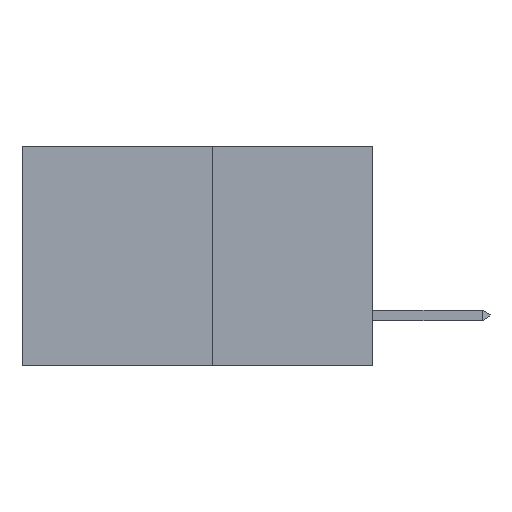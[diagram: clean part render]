
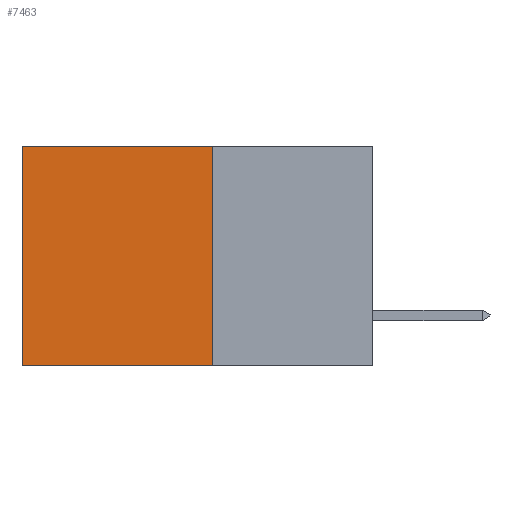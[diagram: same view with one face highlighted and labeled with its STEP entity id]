
A CAD part, left-side view. The second image highlights one B-rep face of the part: STEP entity #7463.
In plain terms, the highlighted planar face has unit normal (-1, 0, 0).
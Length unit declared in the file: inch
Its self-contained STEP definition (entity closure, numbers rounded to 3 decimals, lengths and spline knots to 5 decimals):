
#328 = CARTESIAN_POINT ( 'NONE',  ( 0.277, 0.59, 0. ) ) ;
#392 = ORIENTED_EDGE ( 'NONE', *, *, #12779, .T. ) ;
#1048 = CARTESIAN_POINT ( 'NONE',  ( 0.277, 0.59, -0.37 ) ) ;
#1441 = ORIENTED_EDGE ( 'NONE', *, *, #13465, .F. ) ;
#1597 = EDGE_LOOP ( 'NONE', ( #392, #4859, #1441, #19896 ) ) ;
#2372 = LINE ( 'NONE', #19216, #6317 ) ;
#2541 = EDGE_CURVE ( 'NONE', #20150, #16123, #2372, .T. ) ;
#2795 = VERTEX_POINT ( 'NONE', #18136 ) ;
#4859 = ORIENTED_EDGE ( 'NONE', *, *, #14786, .F. ) ;
#6289 = AXIS2_PLACEMENT_3D ( 'NONE', #9103, #20864, #10778 ) ;
#6317 = VECTOR ( 'NONE', #18951, 39.37008 ) ;
#6895 = VECTOR ( 'NONE', #19337, 39.37008 ) ;
#7463 = ADVANCED_FACE ( 'NONE', ( #9309 ), #12424, .F. ) ;
#9103 = CARTESIAN_POINT ( 'NONE',  ( 0.277, 0.27, -0.37 ) ) ;
#9309 = FACE_OUTER_BOUND ( 'NONE', #1597, .T. ) ;
#10778 = DIRECTION ( 'NONE',  ( 0., 0., -1. ) ) ;
#10840 = CARTESIAN_POINT ( 'NONE',  ( 0.277, 0.27, -0.37 ) ) ;
#12424 = PLANE ( 'NONE',  #6289 ) ;
#12779 = EDGE_CURVE ( 'NONE', #16123, #17420, #19798, .T. ) ;
#13465 = EDGE_CURVE ( 'NONE', #20150, #2795, #19285, .T. ) ;
#13686 = CARTESIAN_POINT ( 'NONE',  ( 0.277, 0.27, -0.37 ) ) ;
#14273 = DIRECTION ( 'NONE',  ( 0., 0., -1. ) ) ;
#14786 = EDGE_CURVE ( 'NONE', #2795, #17420, #18154, .T. ) ;
#16123 = VERTEX_POINT ( 'NONE', #328 ) ;
#17420 = VERTEX_POINT ( 'NONE', #1048 ) ;
#17635 = VECTOR ( 'NONE', #18745, 39.37008 ) ;
#18136 = CARTESIAN_POINT ( 'NONE',  ( 0.277, 0.27, -0.37 ) ) ;
#18154 = LINE ( 'NONE', #13686, #17635 ) ;
#18745 = DIRECTION ( 'NONE',  ( 0., 1., 0. ) ) ;
#18951 = DIRECTION ( 'NONE',  ( 0., 1., 0. ) ) ;
#19216 = CARTESIAN_POINT ( 'NONE',  ( 0.277, 0.27, 0. ) ) ;
#19265 = CARTESIAN_POINT ( 'NONE',  ( 0.277, 0.59, -0.37 ) ) ;
#19285 = LINE ( 'NONE', #10840, #19801 ) ;
#19307 = CARTESIAN_POINT ( 'NONE',  ( 0.277, 0.27, 0. ) ) ;
#19337 = DIRECTION ( 'NONE',  ( 0., 0., -1. ) ) ;
#19798 = LINE ( 'NONE', #19265, #6895 ) ;
#19801 = VECTOR ( 'NONE', #14273, 39.37008 ) ;
#19896 = ORIENTED_EDGE ( 'NONE', *, *, #2541, .T. ) ;
#20150 = VERTEX_POINT ( 'NONE', #19307 ) ;
#20864 = DIRECTION ( 'NONE',  ( 1., 0., 0. ) ) ;
